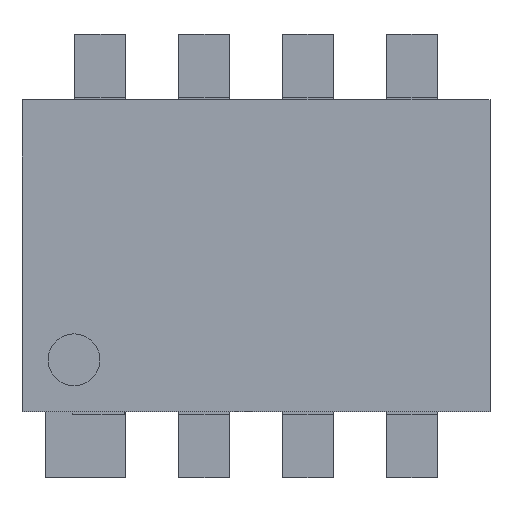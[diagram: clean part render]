
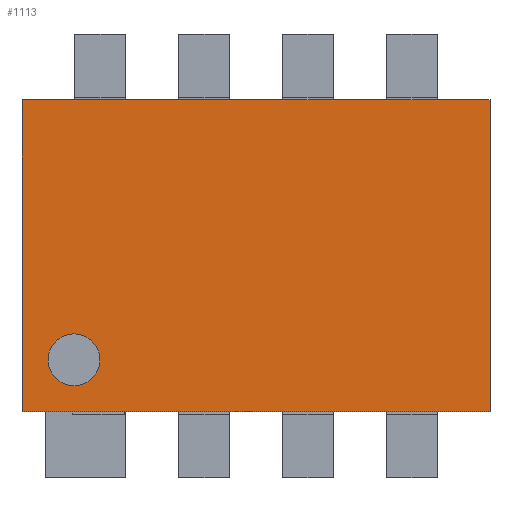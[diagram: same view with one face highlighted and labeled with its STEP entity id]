
A CAD part, top view. The second image highlights one B-rep face of the part: STEP entity #1113.
In plain terms, the highlighted planar face has unit normal (0, 0, 1).
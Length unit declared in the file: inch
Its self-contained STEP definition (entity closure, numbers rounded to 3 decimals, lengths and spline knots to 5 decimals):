
#5 = ORIENTED_EDGE ( 'NONE', *, *, #232, .T. ) ;
#10 = ORIENTED_EDGE ( 'NONE', *, *, #718, .T. ) ;
#40 = CARTESIAN_POINT ( 'NONE',  ( -0.02756, -0.01575, 0.01875 ) ) ;
#76 = LINE ( 'NONE', #2139, #265 ) ;
#118 = EDGE_CURVE ( 'NONE', #2590, #2183, #511, .T. ) ;
#232 = EDGE_CURVE ( 'NONE', #2232, #1700, #2171, .T. ) ;
#265 = VECTOR ( 'NONE', #1888, 39.37008 ) ;
#282 = VERTEX_POINT ( 'NONE', #746 ) ;
#306 = AXIS2_PLACEMENT_3D ( 'NONE', #329, #2099, #1336 ) ;
#329 = CARTESIAN_POINT ( 'NONE',  ( -0.02756, -0.01575, 0.01875 ) ) ;
#434 = VECTOR ( 'NONE', #1682, 39.37008 ) ;
#511 = CIRCLE ( 'NONE', #885, 0.00394 ) ;
#547 = ORIENTED_EDGE ( 'NONE', *, *, #786, .T. ) ;
#593 = CARTESIAN_POINT ( 'NONE',  ( -0.0315, -0.01575, 0.01875 ) ) ;
#625 = CARTESIAN_POINT ( 'NONE',  ( -0.03543, -0.02362, 0.01875 ) ) ;
#715 = EDGE_CURVE ( 'NONE', #1700, #282, #870, .T. ) ;
#718 = EDGE_CURVE ( 'NONE', #282, #2185, #2496, .T. ) ;
#746 = CARTESIAN_POINT ( 'NONE',  ( 0.03543, -0.02362, 0.01875 ) ) ;
#786 = EDGE_CURVE ( 'NONE', #2185, #2232, #76, .T. ) ;
#796 = EDGE_CURVE ( 'NONE', #2183, #2590, #1748, .T. ) ;
#834 = CARTESIAN_POINT ( 'NONE',  ( -0.03543, -0.02362, 0.01875 ) ) ;
#870 = LINE ( 'NONE', #834, #434 ) ;
#878 = DIRECTION ( 'NONE',  ( 0., 0., 1. ) ) ;
#885 = AXIS2_PLACEMENT_3D ( 'NONE', #40, #2105, #1909 ) ;
#892 = PLANE ( 'NONE',  #1826 ) ;
#1113 = ADVANCED_FACE ( 'NONE', ( #2317, #2083 ), #892, .T. ) ;
#1336 = DIRECTION ( 'NONE',  ( 1., 0., 0. ) ) ;
#1342 = CARTESIAN_POINT ( 'NONE',  ( -0.03543, 0.02362, 0.01875 ) ) ;
#1347 = CARTESIAN_POINT ( 'NONE',  ( -0.03543, 0.02362, 0.01875 ) ) ;
#1361 = ORIENTED_EDGE ( 'NONE', *, *, #118, .F. ) ;
#1478 = CARTESIAN_POINT ( 'NONE',  ( 0.03543, -0.02362, 0.01875 ) ) ;
#1547 = EDGE_LOOP ( 'NONE', ( #5, #2522, #10, #547 ) ) ;
#1682 = DIRECTION ( 'NONE',  ( 1., 0., 0. ) ) ;
#1700 = VERTEX_POINT ( 'NONE', #625 ) ;
#1706 = DIRECTION ( 'NONE',  ( 1., 0., 0. ) ) ;
#1717 = CARTESIAN_POINT ( 'NONE',  ( 0., 0., 0.01875 ) ) ;
#1748 = CIRCLE ( 'NONE', #306, 0.00394 ) ;
#1776 = DIRECTION ( 'NONE',  ( 0., -1., 0. ) ) ;
#1790 = VECTOR ( 'NONE', #2290, 39.37008 ) ;
#1826 = AXIS2_PLACEMENT_3D ( 'NONE', #1717, #878, #1706 ) ;
#1888 = DIRECTION ( 'NONE',  ( -1., 0., 0. ) ) ;
#1891 = EDGE_LOOP ( 'NONE', ( #1361, #2133 ) ) ;
#1909 = DIRECTION ( 'NONE',  ( 1., 0., 0. ) ) ;
#2082 = CARTESIAN_POINT ( 'NONE',  ( -0.02362, -0.01575, 0.01875 ) ) ;
#2083 = FACE_BOUND ( 'NONE', #1891, .T. ) ;
#2099 = DIRECTION ( 'NONE',  ( 0., 0., 1. ) ) ;
#2105 = DIRECTION ( 'NONE',  ( 0., 0., 1. ) ) ;
#2133 = ORIENTED_EDGE ( 'NONE', *, *, #796, .F. ) ;
#2139 = CARTESIAN_POINT ( 'NONE',  ( 0.03543, 0.02362, 0.01875 ) ) ;
#2171 = LINE ( 'NONE', #1342, #2372 ) ;
#2183 = VERTEX_POINT ( 'NONE', #593 ) ;
#2185 = VERTEX_POINT ( 'NONE', #2399 ) ;
#2232 = VERTEX_POINT ( 'NONE', #1347 ) ;
#2290 = DIRECTION ( 'NONE',  ( 0., 1., 0. ) ) ;
#2317 = FACE_OUTER_BOUND ( 'NONE', #1547, .T. ) ;
#2372 = VECTOR ( 'NONE', #1776, 39.37008 ) ;
#2399 = CARTESIAN_POINT ( 'NONE',  ( 0.03543, 0.02362, 0.01875 ) ) ;
#2496 = LINE ( 'NONE', #1478, #1790 ) ;
#2522 = ORIENTED_EDGE ( 'NONE', *, *, #715, .T. ) ;
#2590 = VERTEX_POINT ( 'NONE', #2082 ) ;
